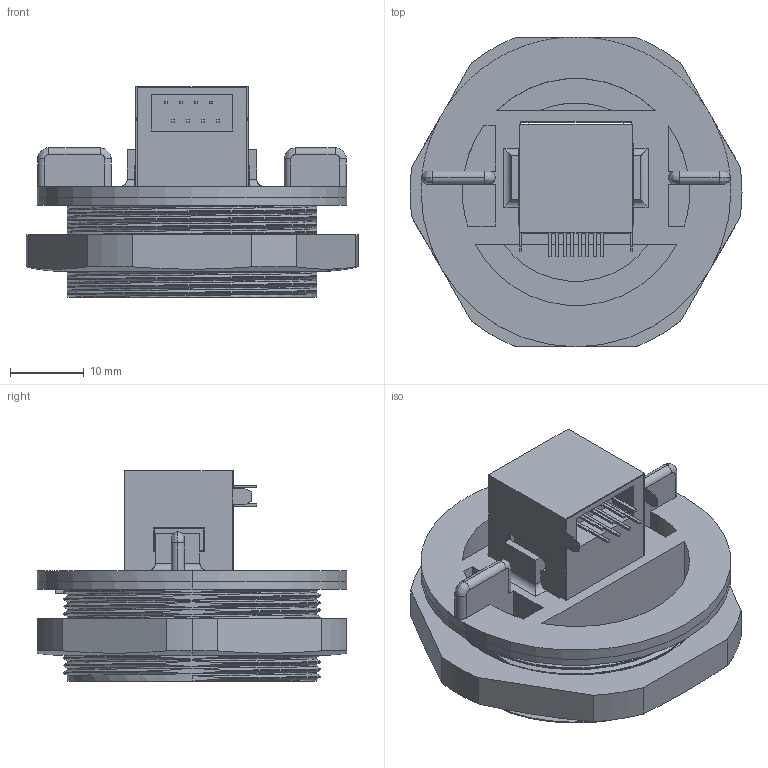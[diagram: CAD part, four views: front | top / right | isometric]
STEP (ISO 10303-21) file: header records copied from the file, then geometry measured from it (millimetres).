
FILE_DESCRIPTION(('STEP AP242'),'1');
FILE_NAME('px0839-90.stp','2023-02-22T11:54:12',('TraceParts'),('TraceParts S.A.'),'Spatial InterOp 3D',' ',' ');
FILE_SCHEMA(('AP242_MANAGED_MODEL_BASED_3D_ENGINEERING_MIM_LF {1 0 10303 442 1 1 4}'));
Length unit declared in the file: millimetre
Products named in the file (1): px0839-90_1
Bounding box: 45 x 42 x 28.52 mm (x, y, z)
Volume: 13865.6 mm3; surface area: 15827 mm2
Topology: 5 solids, 5 shells, 511 faces, 1312 edges, 829 vertices
Faces by surface type: plane 312, bspline 100, cylinder 91, cone 4, torus 4
Entity records: 23608 total; most frequent: CARTESIAN_POINT 11925, ORIENTED_EDGE 2624, DIRECTION 1997, EDGE_CURVE 1312, LINE 911, VECTOR 911, VERTEX_POINT 829, EDGE_LOOP 553
